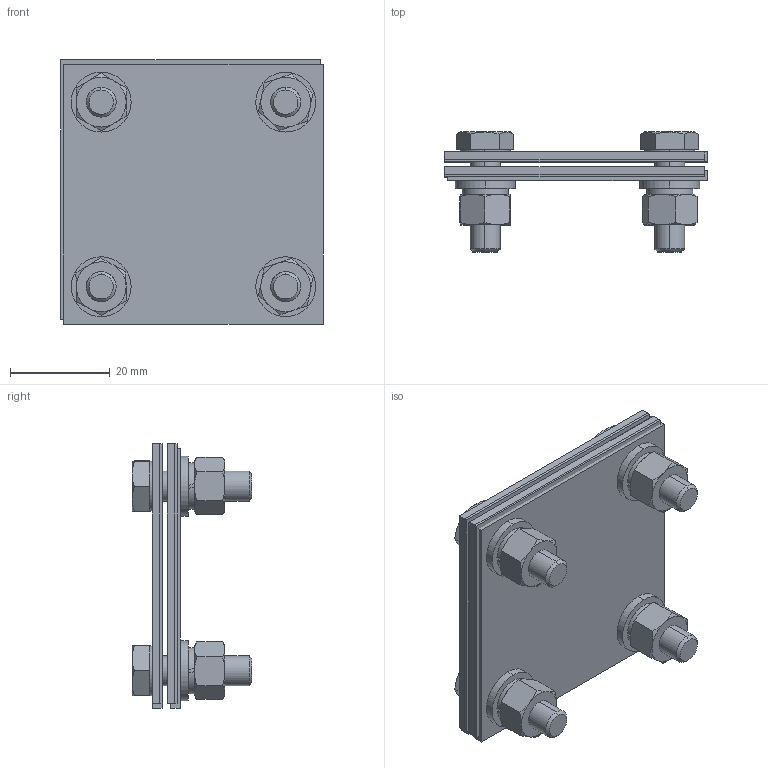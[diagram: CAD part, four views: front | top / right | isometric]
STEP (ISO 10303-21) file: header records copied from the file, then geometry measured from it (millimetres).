
FILE_DESCRIPTION (( 'STEP AP203' ), '1' );
FILE_NAME ('0111 Êðåñòîîáðàçíûé ñîåäèíèòåëü 4õÌ6õ20, äâå ïëàñòèíû.STEP', '2024-03-25T07:47:16', ( '' ), ( '' ), 'SwSTEP 2.0', 'SolidWorks 2022', '' );
FILE_SCHEMA (( 'CONFIG_CONTROL_DESIGN' ));
Length unit declared in the file: millimetre
Products named in the file (8): hex nut gradec_iso_ISO - 4034 - M6 - N; plain washer grade a_din_Washer DIN 125 - A 6.4; 0104.001 Пластина; 0104.001-01 Пластина; ГОСТ 6402-70_Шайба 6Л ГОСТ 6402-70; 0111 Крестообразный соединитель 4хМ6х20, две пластины; 0104.001-02 Пластина; hex screw gradeab_iso_ISO 4017 - M6 x 20-N
Assembly tree (22 placements, depth 2):
  0111 Крестообразный соединитель 4хМ6х20, две пластины
    0104.001 Пластина  x2
    hex nut gradec_iso_ISO - 4034 - M6 - N  x4
    hex screw gradeab_iso_ISO 4017 - M6 x 20-N  x4
    0104.001-01 Пластина  x2
    0104.001-02 Пластина  x2
    ГОСТ 6402-70_Шайба 6Л ГОСТ 6402-70  x4
    plain washer grade a_din_Washer DIN 125 - A 6.4  x4
Bounding box: 52.58 x 24 x 52.97 mm (x, y, z)
Volume: 33979.4 mm3; surface area: 39819.3 mm2
Topology: 22 solids, 22 shells, 368 faces, 816 edges, 496 vertices
Faces by surface type: plane 152, cylinder 112, cone 96, torus 8
Entity records: 4668 total; most frequent: CARTESIAN_POINT 748, DIRECTION 604, ORIENTED_EDGE 516, EDGE_CURVE 258, AXIS2_PLACEMENT_3D 248, VERTEX_POINT 160, EDGE_LOOP 142, FACE_OUTER_BOUND 113
